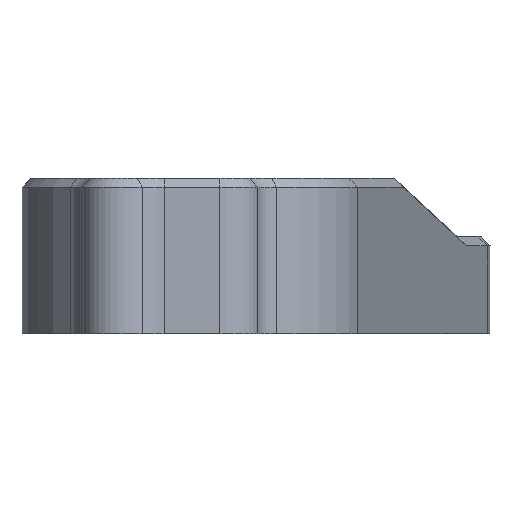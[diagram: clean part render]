
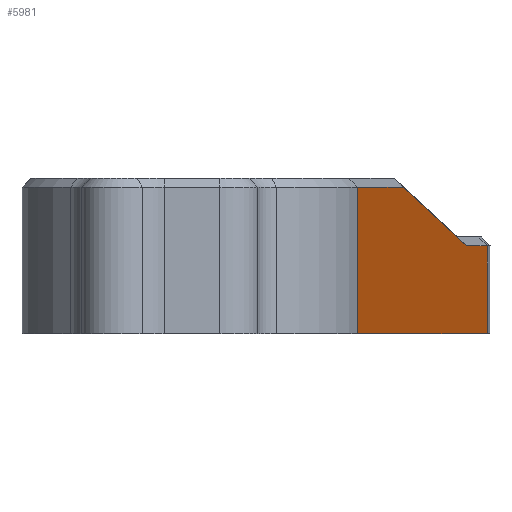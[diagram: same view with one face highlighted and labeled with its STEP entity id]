
A CAD part, left-side view. The second image highlights one B-rep face of the part: STEP entity #5981.
In plain terms, the highlighted planar face has unit normal (-0.236, -0.972, 0).
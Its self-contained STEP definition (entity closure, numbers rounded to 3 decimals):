
#5 = CARTESIAN_POINT ( 'NONE',  ( -3.778, -15.548, 0. ) ) ;
#472 = DIRECTION ( 'NONE',  ( -0.236, -0.972, 0. ) ) ;
#858 = VECTOR ( 'NONE', #8908, 1000. ) ;
#1047 = VECTOR ( 'NONE', #3605, 1000. ) ;
#1098 = CARTESIAN_POINT ( 'NONE',  ( -50.443, -4.207, 14.7 ) ) ;
#1114 = CARTESIAN_POINT ( 'NONE',  ( -93.23, 6.191, 0. ) ) ;
#1228 = VECTOR ( 'NONE', #8432, 1000. ) ;
#1285 = CARTESIAN_POINT ( 'NONE',  ( -18.158, -12.053, 14.7 ) ) ;
#1581 = EDGE_CURVE ( 'NONE', #7659, #8897, #8892, .T. ) ;
#1595 = LINE ( 'NONE', #1098, #858 ) ;
#2113 = DIRECTION ( 'NONE',  ( 0., 0., 1. ) ) ;
#2133 = VERTEX_POINT ( 'NONE', #1114 ) ;
#2303 = ORIENTED_EDGE ( 'NONE', *, *, #4285, .F. ) ;
#2574 = VECTOR ( 'NONE', #8821, 1000. ) ;
#2822 = CARTESIAN_POINT ( 'NONE',  ( -51.106, -4.046, 24.5 ) ) ;
#2938 = VERTEX_POINT ( 'NONE', #3558 ) ;
#3010 = LINE ( 'NONE', #6635, #2574 ) ;
#3041 = CARTESIAN_POINT ( 'NONE',  ( -93.23, 6.191, 0. ) ) ;
#3097 = LINE ( 'NONE', #6778, #1228 ) ;
#3558 = CARTESIAN_POINT ( 'NONE',  ( -3.778, -15.548, 0. ) ) ;
#3605 = DIRECTION ( 'NONE',  ( 0., 0., 1. ) ) ;
#3765 = LINE ( 'NONE', #3041, #1047 ) ;
#4124 = VERTEX_POINT ( 'NONE', #7559 ) ;
#4192 = ORIENTED_EDGE ( 'NONE', *, *, #1581, .F. ) ;
#4285 = EDGE_CURVE ( 'NONE', #2133, #7659, #3765, .T. ) ;
#4387 = EDGE_CURVE ( 'NONE', #2938, #2133, #3010, .T. ) ;
#4397 = ORIENTED_EDGE ( 'NONE', *, *, #5265, .F. ) ;
#4486 = AXIS2_PLACEMENT_3D ( 'NONE', #4564, #472, #8104 ) ;
#4503 = ORIENTED_EDGE ( 'NONE', *, *, #7217, .T. ) ;
#4564 = CARTESIAN_POINT ( 'NONE',  ( -93.23, 6.191, 0. ) ) ;
#4591 = PLANE ( 'NONE',  #4486 ) ;
#5265 = EDGE_CURVE ( 'NONE', #8897, #5670, #3097, .T. ) ;
#5270 = ORIENTED_EDGE ( 'NONE', *, *, #4387, .F. ) ;
#5642 = EDGE_LOOP ( 'NONE', ( #4192, #2303, #5270, #4503, #7947, #4397 ) ) ;
#5670 = VERTEX_POINT ( 'NONE', #1285 ) ;
#5891 = CARTESIAN_POINT ( 'NONE',  ( -93.23, 6.191, 24.5 ) ) ;
#5981 = ADVANCED_FACE ( 'NONE', ( #7302 ), #4591, .T. ) ;
#6635 = CARTESIAN_POINT ( 'NONE',  ( -8.982, -14.283, 0. ) ) ;
#6778 = CARTESIAN_POINT ( 'NONE',  ( -55.736, -2.921, 23.166 ) ) ;
#7217 = EDGE_CURVE ( 'NONE', #2938, #4124, #8283, .T. ) ;
#7253 = VECTOR ( 'NONE', #8375, 1000. ) ;
#7302 = FACE_OUTER_BOUND ( 'NONE', #5642, .T. ) ;
#7559 = CARTESIAN_POINT ( 'NONE',  ( -3.778, -15.548, 14.7 ) ) ;
#7658 = CARTESIAN_POINT ( 'NONE',  ( -61.658, -1.482, 24.5 ) ) ;
#7659 = VERTEX_POINT ( 'NONE', #5891 ) ;
#7947 = ORIENTED_EDGE ( 'NONE', *, *, #8207, .F. ) ;
#7967 = VECTOR ( 'NONE', #2113, 1000. ) ;
#8104 = DIRECTION ( 'NONE',  ( 0.972, -0.236, 0. ) ) ;
#8207 = EDGE_CURVE ( 'NONE', #5670, #4124, #1595, .T. ) ;
#8283 = LINE ( 'NONE', #5, #7967 ) ;
#8375 = DIRECTION ( 'NONE',  ( 0.972, -0.236, 0. ) ) ;
#8432 = DIRECTION ( 'NONE',  ( 0.949, -0.231, -0.214 ) ) ;
#8821 = DIRECTION ( 'NONE',  ( -0.972, 0.236, 0. ) ) ;
#8892 = LINE ( 'NONE', #2822, #7253 ) ;
#8897 = VERTEX_POINT ( 'NONE', #7658 ) ;
#8908 = DIRECTION ( 'NONE',  ( 0.972, -0.236, 0. ) ) ;
